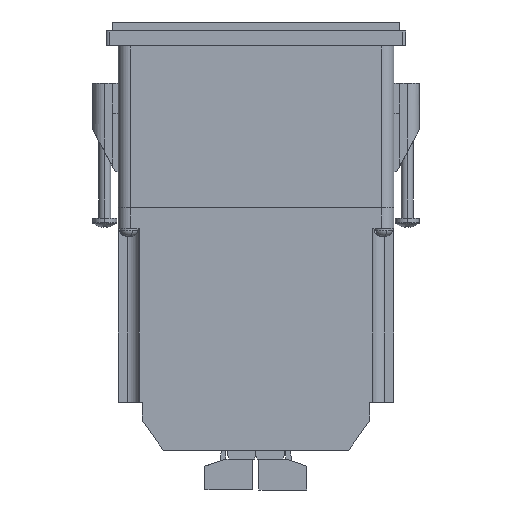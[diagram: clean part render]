
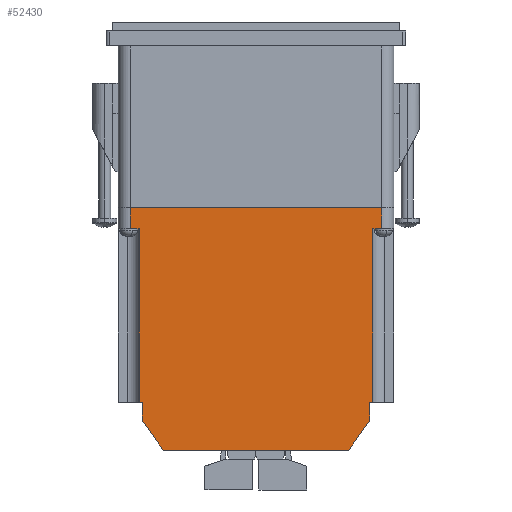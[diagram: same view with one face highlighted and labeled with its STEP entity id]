
A CAD part, left-side view. The second image highlights one B-rep face of the part: STEP entity #52430.
In plain terms, the highlighted planar face has unit normal (-1, 0, 0).
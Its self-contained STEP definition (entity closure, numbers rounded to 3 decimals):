
#475 = ORIENTED_EDGE ( 'NONE', *, *, #2384, .F. ) ;
#805 = VECTOR ( 'NONE', #23475, 1000. ) ;
#933 = PLANE ( 'NONE',  #86772 ) ;
#1488 = VECTOR ( 'NONE', #113387, 1000. ) ;
#2001 = CARTESIAN_POINT ( 'NONE',  ( 0., 84., -71. ) ) ;
#2384 = EDGE_CURVE ( 'NONE', #60355, #76541, #59313, .T. ) ;
#2681 = CARTESIAN_POINT ( 'NONE',  ( 0., 7., -7. ) ) ;
#2995 = VECTOR ( 'NONE', #78223, 1000. ) ;
#3185 = DIRECTION ( 'NONE',  ( 0., -1., 0. ) ) ;
#3937 = EDGE_CURVE ( 'NONE', #45256, #32494, #108198, .T. ) ;
#4006 = EDGE_CURVE ( 'NONE', #47978, #37025, #68258, .T. ) ;
#4311 = EDGE_CURVE ( 'NONE', #38215, #8339, #103862, .T. ) ;
#4853 = LINE ( 'NONE', #74427, #28272 ) ;
#5784 = CARTESIAN_POINT ( 'NONE',  ( 0., 84., -65. ) ) ;
#5797 = LINE ( 'NONE', #51797, #2995 ) ;
#6451 = LINE ( 'NONE', #61628, #53244 ) ;
#6504 = DIRECTION ( 'NONE',  ( 0., 1., 0. ) ) ;
#6828 = ORIENTED_EDGE ( 'NONE', *, *, #50438, .F. ) ;
#8339 = VERTEX_POINT ( 'NONE', #86707 ) ;
#10127 = LINE ( 'NONE', #107504, #33569 ) ;
#10345 = VECTOR ( 'NONE', #98728, 1000. ) ;
#10636 = CARTESIAN_POINT ( 'NONE',  ( 0., 77., -81. ) ) ;
#12929 = DIRECTION ( 'NONE',  ( 0., -0.573, 0.819 ) ) ;
#14183 = CARTESIAN_POINT ( 'NONE',  ( 0., 85., -7. ) ) ;
#16240 = ORIENTED_EDGE ( 'NONE', *, *, #4006, .F. ) ;
#17287 = CARTESIAN_POINT ( 'NONE',  ( 0., 84., -65. ) ) ;
#18513 = VERTEX_POINT ( 'NONE', #93473 ) ;
#20249 = VECTOR ( 'NONE', #23079, 1000. ) ;
#21776 = LINE ( 'NONE', #36223, #45157 ) ;
#22253 = EDGE_CURVE ( 'NONE', #48322, #76541, #70973, .T. ) ;
#22529 = VECTOR ( 'NONE', #105243, 1000. ) ;
#22982 = ORIENTED_EDGE ( 'NONE', *, *, #50989, .F. ) ;
#23079 = DIRECTION ( 'NONE',  ( 0., 0., -1. ) ) ;
#23475 = DIRECTION ( 'NONE',  ( 0., 0., 1. ) ) ;
#23559 = EDGE_CURVE ( 'NONE', #37025, #85425, #71649, .T. ) ;
#25421 = EDGE_CURVE ( 'NONE', #65447, #85425, #4853, .T. ) ;
#28272 = VECTOR ( 'NONE', #12929, 1000. ) ;
#29455 = VERTEX_POINT ( 'NONE', #2681 ) ;
#32494 = VERTEX_POINT ( 'NONE', #52234 ) ;
#33569 = VECTOR ( 'NONE', #98361, 1000. ) ;
#35851 = DIRECTION ( 'NONE',  ( 0., 0., -1. ) ) ;
#35926 = VECTOR ( 'NONE', #3185, 1000. ) ;
#36223 = CARTESIAN_POINT ( 'NONE',  ( 0., 88., -81. ) ) ;
#36730 = CARTESIAN_POINT ( 'NONE',  ( 0., 92., -81. ) ) ;
#37025 = VERTEX_POINT ( 'NONE', #72227 ) ;
#37116 = DIRECTION ( 'NONE',  ( -1., 0., 0. ) ) ;
#38215 = VERTEX_POINT ( 'NONE', #2001 ) ;
#39146 = CARTESIAN_POINT ( 'NONE',  ( 0., 8., -71. ) ) ;
#43593 = DIRECTION ( 'NONE',  ( 0., 1., 0. ) ) ;
#43742 = EDGE_CURVE ( 'NONE', #8339, #65447, #5797, .T. ) ;
#44993 = ORIENTED_EDGE ( 'NONE', *, *, #47772, .F. ) ;
#45157 = VECTOR ( 'NONE', #88890, 1000. ) ;
#45256 = VERTEX_POINT ( 'NONE', #88056 ) ;
#46315 = CARTESIAN_POINT ( 'NONE',  ( 0., 92., 0. ) ) ;
#46548 = ORIENTED_EDGE ( 'NONE', *, *, #89318, .T. ) ;
#47029 = ORIENTED_EDGE ( 'NONE', *, *, #43742, .T. ) ;
#47772 = EDGE_CURVE ( 'NONE', #48322, #29455, #10127, .T. ) ;
#47978 = VERTEX_POINT ( 'NONE', #59062 ) ;
#48308 = EDGE_LOOP ( 'NONE', ( #60282, #66737, #16240, #6828, #44993, #61622, #475, #86633, #87762, #92993, #22982, #46548, #49015, #47029 ) ) ;
#48322 = VERTEX_POINT ( 'NONE', #107373 ) ;
#49015 = ORIENTED_EDGE ( 'NONE', *, *, #4311, .T. ) ;
#50438 = EDGE_CURVE ( 'NONE', #29455, #47978, #62675, .T. ) ;
#50989 = EDGE_CURVE ( 'NONE', #18513, #32494, #69238, .T. ) ;
#51797 = CARTESIAN_POINT ( 'NONE',  ( 0., 92., -81. ) ) ;
#52234 = CARTESIAN_POINT ( 'NONE',  ( 0., 85., -65. ) ) ;
#52430 = ADVANCED_FACE ( 'NONE', ( #108637 ), #933, .T. ) ;
#53244 = VECTOR ( 'NONE', #43593, 1000. ) ;
#54421 = VECTOR ( 'NONE', #35851, 1000. ) ;
#58465 = CARTESIAN_POINT ( 'NONE',  ( 0., 4., -81. ) ) ;
#59062 = CARTESIAN_POINT ( 'NONE',  ( 0., 7., -65. ) ) ;
#59313 = LINE ( 'NONE', #46315, #35926 ) ;
#59540 = CARTESIAN_POINT ( 'NONE',  ( 0., 4., 0. ) ) ;
#60282 = ORIENTED_EDGE ( 'NONE', *, *, #25421, .T. ) ;
#60355 = VERTEX_POINT ( 'NONE', #109832 ) ;
#61622 = ORIENTED_EDGE ( 'NONE', *, *, #22253, .T. ) ;
#61628 = CARTESIAN_POINT ( 'NONE',  ( 0., 92., -7. ) ) ;
#62675 = LINE ( 'NONE', #97361, #54421 ) ;
#65447 = VERTEX_POINT ( 'NONE', #91425 ) ;
#66248 = EDGE_CURVE ( 'NONE', #60355, #100598, #21776, .T. ) ;
#66737 = ORIENTED_EDGE ( 'NONE', *, *, #23559, .F. ) ;
#67990 = CARTESIAN_POINT ( 'NONE',  ( 0., 8., -65. ) ) ;
#68258 = LINE ( 'NONE', #67990, #88899 ) ;
#69238 = LINE ( 'NONE', #17287, #22529 ) ;
#70973 = LINE ( 'NONE', #58465, #805 ) ;
#71649 = LINE ( 'NONE', #77976, #1488 ) ;
#72227 = CARTESIAN_POINT ( 'NONE',  ( 0., 8., -65. ) ) ;
#74427 = CARTESIAN_POINT ( 'NONE',  ( 0., 15., -81. ) ) ;
#76071 = DIRECTION ( 'NONE',  ( 0., 0., -1. ) ) ;
#76541 = VERTEX_POINT ( 'NONE', #59540 ) ;
#77976 = CARTESIAN_POINT ( 'NONE',  ( 0., 8., -65. ) ) ;
#78223 = DIRECTION ( 'NONE',  ( 0., -1., 0. ) ) ;
#85425 = VERTEX_POINT ( 'NONE', #39146 ) ;
#86633 = ORIENTED_EDGE ( 'NONE', *, *, #66248, .T. ) ;
#86707 = CARTESIAN_POINT ( 'NONE',  ( 0., 77., -81. ) ) ;
#86772 = AXIS2_PLACEMENT_3D ( 'NONE', #36730, #37116, #98635 ) ;
#87423 = LINE ( 'NONE', #5784, #108015 ) ;
#87762 = ORIENTED_EDGE ( 'NONE', *, *, #88938, .F. ) ;
#88056 = CARTESIAN_POINT ( 'NONE',  ( 0., 85., -7. ) ) ;
#88890 = DIRECTION ( 'NONE',  ( 0., 0., -1. ) ) ;
#88899 = VECTOR ( 'NONE', #6504, 1000. ) ;
#88938 = EDGE_CURVE ( 'NONE', #45256, #100598, #6451, .T. ) ;
#89318 = EDGE_CURVE ( 'NONE', #18513, #38215, #87423, .T. ) ;
#91425 = CARTESIAN_POINT ( 'NONE',  ( 0., 15., -81. ) ) ;
#92993 = ORIENTED_EDGE ( 'NONE', *, *, #3937, .T. ) ;
#93473 = CARTESIAN_POINT ( 'NONE',  ( 0., 84., -65. ) ) ;
#97361 = CARTESIAN_POINT ( 'NONE',  ( 0., 7., -7. ) ) ;
#97582 = CARTESIAN_POINT ( 'NONE',  ( 0., 88., -7. ) ) ;
#98361 = DIRECTION ( 'NONE',  ( 0., 1., 0. ) ) ;
#98635 = DIRECTION ( 'NONE',  ( 0., -1., 0. ) ) ;
#98728 = DIRECTION ( 'NONE',  ( 0., -0.573, -0.819 ) ) ;
#100598 = VERTEX_POINT ( 'NONE', #97582 ) ;
#103862 = LINE ( 'NONE', #10636, #10345 ) ;
#105243 = DIRECTION ( 'NONE',  ( 0., 1., 0. ) ) ;
#107373 = CARTESIAN_POINT ( 'NONE',  ( 0., 4., -7. ) ) ;
#107504 = CARTESIAN_POINT ( 'NONE',  ( 0., 0., -7. ) ) ;
#108015 = VECTOR ( 'NONE', #76071, 1000. ) ;
#108198 = LINE ( 'NONE', #14183, #20249 ) ;
#108637 = FACE_OUTER_BOUND ( 'NONE', #48308, .T. ) ;
#109832 = CARTESIAN_POINT ( 'NONE',  ( 0., 88., 0. ) ) ;
#113387 = DIRECTION ( 'NONE',  ( 0., 0., -1. ) ) ;
